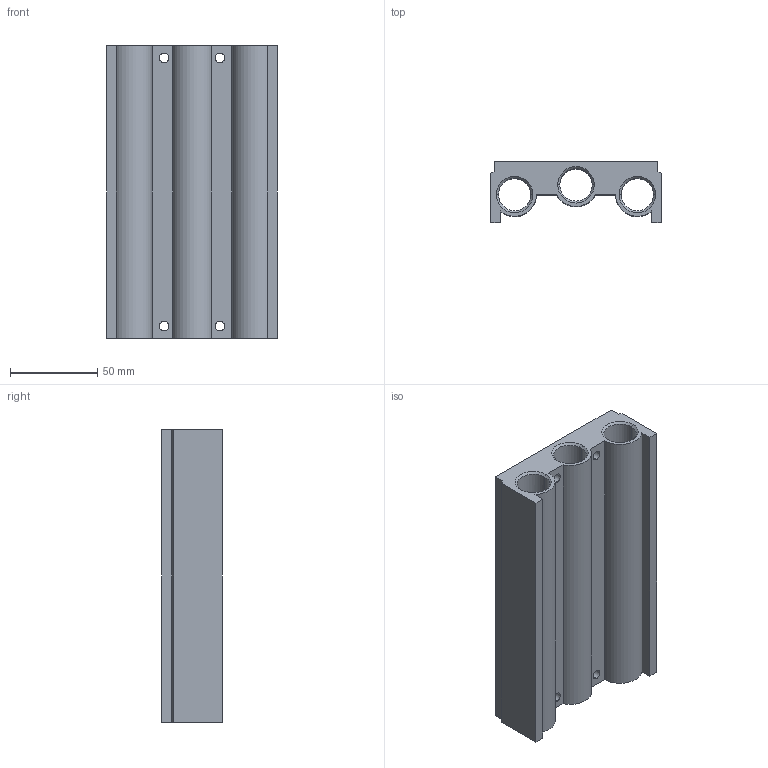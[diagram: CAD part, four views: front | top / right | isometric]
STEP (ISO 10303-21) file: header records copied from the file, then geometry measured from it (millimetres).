
FILE_DESCRIPTION (( 'STEP AP214' ), '1' );
FILE_NAME ('EMC-V54-4.STEP', '2020-04-02T09:09:51', ( '' ), ( '' ), 'SwSTEP 2.0', 'SolidWorks 2020', '' );
FILE_SCHEMA (( 'AUTOMOTIVE_DESIGN' ));
Length unit declared in the file: millimetre
Products named in the file (1): EMC-V54-4
Bounding box: 98 x 35 x 168 mm (x, y, z)
Volume: 277539.1 mm3; surface area: 85801.9 mm2
Topology: 1 solids, 1 shells, 122 faces, 318 edges, 190 vertices
Faces by surface type: cylinder 57, cone 42, plane 23
Entity records: 6380 total; most frequent: CARTESIAN_POINT 3331, DIRECTION 640, ORIENTED_EDGE 604, EDGE_CURVE 302, AXIS2_PLACEMENT_3D 247, VERTEX_POINT 190, EDGE_LOOP 168, LINE 146
